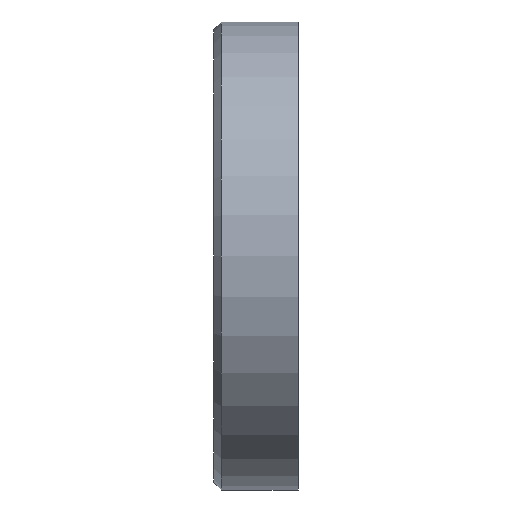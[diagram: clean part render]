
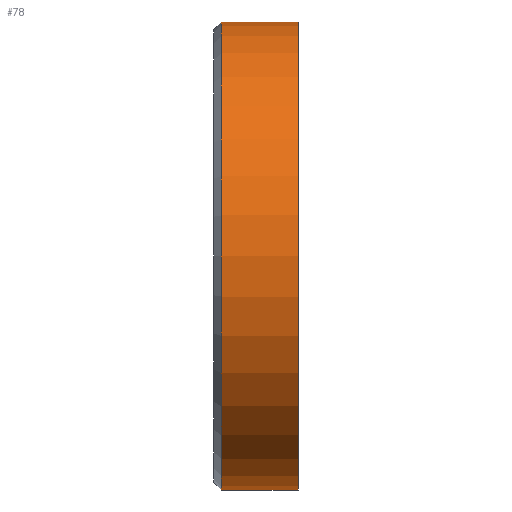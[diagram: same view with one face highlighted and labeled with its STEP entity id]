
A CAD part, left-side view. The second image highlights one B-rep face of the part: STEP entity #78.
In plain terms, the highlighted cylindrical face has radius 30.405 mm (diameter 60.81 mm), a partial arc.
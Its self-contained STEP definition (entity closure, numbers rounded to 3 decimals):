
#27 = CARTESIAN_POINT ( 'NONE',  ( 0., 10., 0. ) ) ;
#60 = EDGE_CURVE ( 'NONE', #1732, #1531, #840, .T. ) ;
#78 = ADVANCED_FACE ( 'NONE', ( #641 ), #1116, .T. ) ;
#111 = VECTOR ( 'NONE', #295, 1000. ) ;
#126 = VERTEX_POINT ( 'NONE', #688 ) ;
#257 = EDGE_LOOP ( 'NONE', ( #899, #1746, #1436, #1760 ) ) ;
#286 = AXIS2_PLACEMENT_3D ( 'NONE', #27, #342, #1136 ) ;
#295 = DIRECTION ( 'NONE',  ( 0., -1., 0. ) ) ;
#336 = LINE ( 'NONE', #1439, #659 ) ;
#342 = DIRECTION ( 'NONE',  ( 0., -1., 0. ) ) ;
#403 = VERTEX_POINT ( 'NONE', #1704 ) ;
#446 = AXIS2_PLACEMENT_3D ( 'NONE', #1443, #1295, #826 ) ;
#641 = FACE_OUTER_BOUND ( 'NONE', #257, .T. ) ;
#659 = VECTOR ( 'NONE', #1714, 1000. ) ;
#671 = DIRECTION ( 'NONE',  ( 0., 0., -1. ) ) ;
#688 = CARTESIAN_POINT ( 'NONE',  ( 0., 0., -30.405 ) ) ;
#702 = CARTESIAN_POINT ( 'NONE',  ( 0., 10., -30.405 ) ) ;
#750 = EDGE_CURVE ( 'NONE', #126, #403, #1385, .T. ) ;
#826 = DIRECTION ( 'NONE',  ( 0., 0., 1. ) ) ;
#840 = CIRCLE ( 'NONE', #286, 30.405 ) ;
#899 = ORIENTED_EDGE ( 'NONE', *, *, #1950, .F. ) ;
#973 = CARTESIAN_POINT ( 'NONE',  ( 0., 10., 0. ) ) ;
#1116 = CYLINDRICAL_SURFACE ( 'NONE', #1330, 30.405 ) ;
#1136 = DIRECTION ( 'NONE',  ( 0., 0., 1. ) ) ;
#1221 = EDGE_CURVE ( 'NONE', #1531, #126, #336, .T. ) ;
#1260 = LINE ( 'NONE', #1566, #111 ) ;
#1295 = DIRECTION ( 'NONE',  ( 0., 1., 0. ) ) ;
#1330 = AXIS2_PLACEMENT_3D ( 'NONE', #973, #1719, #671 ) ;
#1374 = CARTESIAN_POINT ( 'NONE',  ( 0., 10., 30.405 ) ) ;
#1385 = CIRCLE ( 'NONE', #446, 30.405 ) ;
#1436 = ORIENTED_EDGE ( 'NONE', *, *, #1221, .T. ) ;
#1439 = CARTESIAN_POINT ( 'NONE',  ( 0., 10., -30.405 ) ) ;
#1443 = CARTESIAN_POINT ( 'NONE',  ( 0., 0., 0. ) ) ;
#1531 = VERTEX_POINT ( 'NONE', #702 ) ;
#1566 = CARTESIAN_POINT ( 'NONE',  ( 0., 10., 30.405 ) ) ;
#1704 = CARTESIAN_POINT ( 'NONE',  ( 0., 0., 30.405 ) ) ;
#1714 = DIRECTION ( 'NONE',  ( 0., -1., 0. ) ) ;
#1719 = DIRECTION ( 'NONE',  ( 0., -1., 0. ) ) ;
#1732 = VERTEX_POINT ( 'NONE', #1374 ) ;
#1746 = ORIENTED_EDGE ( 'NONE', *, *, #60, .T. ) ;
#1760 = ORIENTED_EDGE ( 'NONE', *, *, #750, .T. ) ;
#1950 = EDGE_CURVE ( 'NONE', #1732, #403, #1260, .T. ) ;
